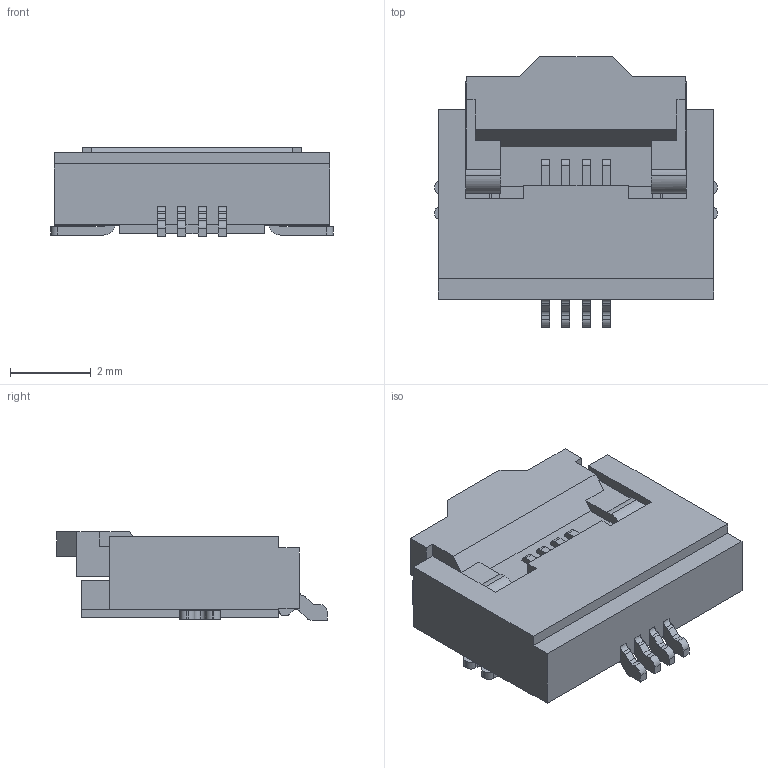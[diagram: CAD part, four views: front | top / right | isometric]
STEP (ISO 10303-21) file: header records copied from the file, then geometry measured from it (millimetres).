
FILE_DESCRIPTION(('CoCreate Modeling STEP Export'),'2;1');
FILE_NAME('FP0515H-04XXX.stp','2021-11-10T14:45:09',(''),(''),'CoCreate Modeling STEP processor for AP214 (Solid Model)','CoCreate Modeling 16.00 13-May-2008 (C) Parametric Technology GmbH','');
FILE_SCHEMA(('AUTOMOTIVE_DESIGN { 1 0 10303 214 1 1 1 1 }'));
Length unit declared in the file: millimetre
Products named in the file (3): FP0515H-04; FP0515H-04XXX
Assembly tree (2 placements, depth 2):
  FP0515H-04XXX
    FP0515H-04XXX
    FP0515H-04
Bounding box: 6.99 x 6.71 x 2.19 mm (x, y, z)
Volume: 57.4 mm3; surface area: 200 mm2
Topology: 1 solids, 1 shells, 269 faces, 793 edges, 559 vertices
Faces by surface type: plane 201, cylinder 68
Entity records: 8953 total; most frequent: CARTESIAN_POINT 1694, ORIENTED_EDGE 1538, DIRECTION 1402, EDGE_CURVE 769, VECTOR 648, LINE 648, VERTEX_POINT 511, AXIS2_PLACEMENT_3D 377
